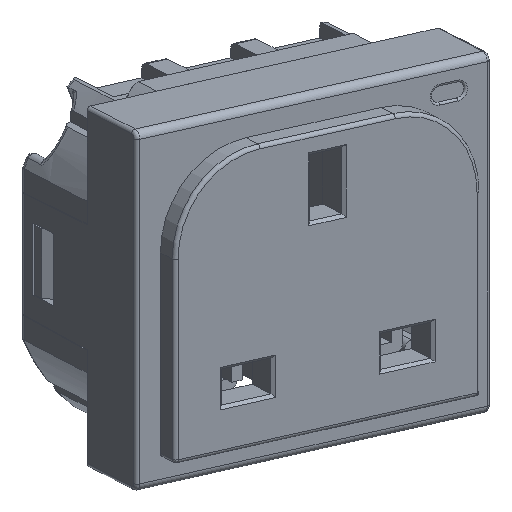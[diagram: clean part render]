
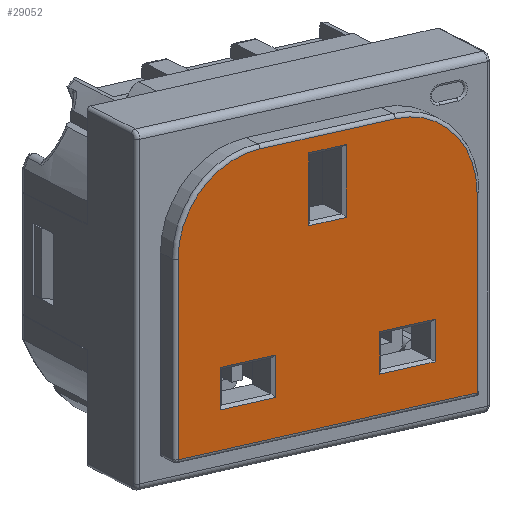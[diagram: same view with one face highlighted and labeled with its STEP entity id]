
A CAD part, top view. The second image highlights one B-rep face of the part: STEP entity #29052.
In plain terms, the highlighted face is planar.
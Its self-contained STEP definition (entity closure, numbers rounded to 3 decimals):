
#27020=CARTESIAN_POINT('Vertex',(-21.,-18.25,13.5)) ;
#27036=CARTESIAN_POINT('Vertex',(21.,-18.25,13.5)) ;
#27039=CARTESIAN_POINT('Line Origine',(0.,-18.25,13.5)) ;
#27074=CARTESIAN_POINT('Vertex',(21.,6.75,13.5)) ;
#27077=CARTESIAN_POINT('Line Origine',(21.,0.,13.5)) ;
#27105=CARTESIAN_POINT('Vertex',(9.5,18.25,13.5)) ;
#27108=CARTESIAN_POINT('Axis2P3D Location',(9.5,6.75,13.5)) ;
#27136=CARTESIAN_POINT('Vertex',(-9.5,18.25,13.5)) ;
#27139=CARTESIAN_POINT('Line Origine',(0.,18.25,13.5)) ;
#27167=CARTESIAN_POINT('Vertex',(-21.,6.75,13.5)) ;
#27170=CARTESIAN_POINT('Axis2P3D Location',(-9.5,6.75,13.5)) ;
#27199=CARTESIAN_POINT('Line Origine',(-21.,0.,13.5)) ;
#28559=CARTESIAN_POINT('Vertex',(15.1,-7.9,13.5)) ;
#28565=CARTESIAN_POINT('Vertex',(15.1,-13.2,13.5)) ;
#28568=CARTESIAN_POINT('Line Origine',(15.1,0.,13.5)) ;
#28588=CARTESIAN_POINT('Vertex',(7.3,-7.9,13.5)) ;
#28591=CARTESIAN_POINT('Line Origine',(0.,-7.9,13.5)) ;
#28611=CARTESIAN_POINT('Vertex',(7.3,-13.2,13.5)) ;
#28614=CARTESIAN_POINT('Line Origine',(7.3,0.,13.5)) ;
#28631=CARTESIAN_POINT('Line Origine',(0.,-13.2,13.5)) ;
#28773=CARTESIAN_POINT('Vertex',(-7.3,-13.2,13.5)) ;
#28779=CARTESIAN_POINT('Vertex',(-15.1,-13.2,13.5)) ;
#28782=CARTESIAN_POINT('Line Origine',(0.,-13.2,13.5)) ;
#28799=CARTESIAN_POINT('Line Origine',(-7.3,0.,13.5)) ;
#28803=CARTESIAN_POINT('Vertex',(-7.3,-7.9,13.5)) ;
#28825=CARTESIAN_POINT('Vertex',(-15.1,-7.9,13.5)) ;
#28828=CARTESIAN_POINT('Line Origine',(0.,-7.9,13.5)) ;
#28845=CARTESIAN_POINT('Line Origine',(-15.1,0.,13.5)) ;
#28993=CARTESIAN_POINT('Axis2P3D Location',(0.,0.,13.5)) ;
#29018=CARTESIAN_POINT('Line Origine',(-2.65,11.85,13.5)) ;
#29022=CARTESIAN_POINT('Vertex',(-2.65,16.4,13.5)) ;
#29024=CARTESIAN_POINT('Vertex',(-2.65,7.3,13.5)) ;
#29027=CARTESIAN_POINT('Line Origine',(0.,16.4,13.5)) ;
#29031=CARTESIAN_POINT('Vertex',(2.65,16.4,13.5)) ;
#29034=CARTESIAN_POINT('Line Origine',(2.65,11.85,13.5)) ;
#29038=CARTESIAN_POINT('Vertex',(2.65,7.3,13.5)) ;
#29041=CARTESIAN_POINT('Line Origine',(0.,7.3,13.5)) ;
#27040=DIRECTION('Vector Direction',(-1.,0.,0.)) ;
#27078=DIRECTION('Vector Direction',(0.,-1.,0.)) ;
#27109=DIRECTION('Axis2P3D Direction',(0.,0.,1.)) ;
#27140=DIRECTION('Vector Direction',(-1.,0.,0.)) ;
#27171=DIRECTION('Axis2P3D Direction',(-0.,0.,1.)) ;
#27200=DIRECTION('Vector Direction',(0.,1.,0.)) ;
#28569=DIRECTION('Vector Direction',(0.,1.,0.)) ;
#28592=DIRECTION('Vector Direction',(-1.,0.,0.)) ;
#28615=DIRECTION('Vector Direction',(0.,-1.,0.)) ;
#28632=DIRECTION('Vector Direction',(1.,0.,0.)) ;
#28783=DIRECTION('Vector Direction',(1.,0.,0.)) ;
#28800=DIRECTION('Vector Direction',(0.,-1.,0.)) ;
#28829=DIRECTION('Vector Direction',(-1.,0.,0.)) ;
#28846=DIRECTION('Vector Direction',(0.,1.,0.)) ;
#28994=DIRECTION('Axis2P3D Direction',(0.,0.,1.)) ;
#28995=DIRECTION('Axis2P3D XDirection',(1.,0.,0.)) ;
#29019=DIRECTION('Vector Direction',(0.,1.,0.)) ;
#29028=DIRECTION('Vector Direction',(-1.,0.,0.)) ;
#29035=DIRECTION('Vector Direction',(0.,-1.,0.)) ;
#29042=DIRECTION('Vector Direction',(1.,0.,0.)) ;
#27110=AXIS2_PLACEMENT_3D('Circle Axis2P3D',#27108,#27109,$) ;
#27172=AXIS2_PLACEMENT_3D('Circle Axis2P3D',#27170,#27171,$) ;
#28996=AXIS2_PLACEMENT_3D('Plane Axis2P3D',#28993,#28994,#28995) ;
#28999=ORIENTED_EDGE('',*,*,#27043,.T.) ;
#29000=ORIENTED_EDGE('',*,*,#27081,.T.) ;
#29001=ORIENTED_EDGE('',*,*,#27112,.T.) ;
#29002=ORIENTED_EDGE('',*,*,#27143,.T.) ;
#29003=ORIENTED_EDGE('',*,*,#27174,.T.) ;
#29004=ORIENTED_EDGE('',*,*,#27203,.T.) ;
#29007=ORIENTED_EDGE('',*,*,#28786,.F.) ;
#29008=ORIENTED_EDGE('',*,*,#28849,.F.) ;
#29009=ORIENTED_EDGE('',*,*,#28832,.F.) ;
#29010=ORIENTED_EDGE('',*,*,#28805,.F.) ;
#29013=ORIENTED_EDGE('',*,*,#28572,.F.) ;
#29014=ORIENTED_EDGE('',*,*,#28635,.F.) ;
#29015=ORIENTED_EDGE('',*,*,#28618,.F.) ;
#29016=ORIENTED_EDGE('',*,*,#28595,.F.) ;
#29047=ORIENTED_EDGE('',*,*,#29026,.F.) ;
#29048=ORIENTED_EDGE('',*,*,#29033,.F.) ;
#29049=ORIENTED_EDGE('',*,*,#29040,.F.) ;
#29050=ORIENTED_EDGE('',*,*,#29045,.F.) ;
#29011=FACE_BOUND('',#29006,.T.) ;
#29017=FACE_BOUND('',#29012,.T.) ;
#29051=FACE_BOUND('',#29046,.T.) ;
#27041=VECTOR('Line Direction',#27040,1.) ;
#27079=VECTOR('Line Direction',#27078,1.) ;
#27141=VECTOR('Line Direction',#27140,1.) ;
#27201=VECTOR('Line Direction',#27200,1.) ;
#28570=VECTOR('Line Direction',#28569,1.) ;
#28593=VECTOR('Line Direction',#28592,1.) ;
#28616=VECTOR('Line Direction',#28615,1.) ;
#28633=VECTOR('Line Direction',#28632,1.) ;
#28784=VECTOR('Line Direction',#28783,1.) ;
#28801=VECTOR('Line Direction',#28800,1.) ;
#28830=VECTOR('Line Direction',#28829,1.) ;
#28847=VECTOR('Line Direction',#28846,1.) ;
#29020=VECTOR('Line Direction',#29019,1.) ;
#29029=VECTOR('Line Direction',#29028,1.) ;
#29036=VECTOR('Line Direction',#29035,1.) ;
#29043=VECTOR('Line Direction',#29042,1.) ;
#29052=ADVANCED_FACE('PartBody',(#29005,#29011,#29017,#29051),#28997,.T.) ;
#27111=CIRCLE('generated circle',#27110,11.5) ;
#27173=CIRCLE('generated circle',#27172,11.5) ;
#27043=EDGE_CURVE('',#27021,#27037,#27042,.F.) ;
#27081=EDGE_CURVE('',#27037,#27075,#27080,.F.) ;
#27112=EDGE_CURVE('',#27075,#27106,#27111,.T.) ;
#27143=EDGE_CURVE('',#27106,#27137,#27142,.T.) ;
#27174=EDGE_CURVE('',#27137,#27168,#27173,.T.) ;
#27203=EDGE_CURVE('',#27168,#27021,#27202,.F.) ;
#28572=EDGE_CURVE('',#28566,#28560,#28571,.T.) ;
#28595=EDGE_CURVE('',#28560,#28589,#28594,.T.) ;
#28618=EDGE_CURVE('',#28589,#28612,#28617,.T.) ;
#28635=EDGE_CURVE('',#28612,#28566,#28634,.T.) ;
#28786=EDGE_CURVE('',#28780,#28774,#28785,.T.) ;
#28805=EDGE_CURVE('',#28774,#28804,#28802,.F.) ;
#28832=EDGE_CURVE('',#28804,#28826,#28831,.T.) ;
#28849=EDGE_CURVE('',#28826,#28780,#28848,.F.) ;
#29026=EDGE_CURVE('',#29023,#29025,#29021,.F.) ;
#29033=EDGE_CURVE('',#29032,#29023,#29030,.T.) ;
#29040=EDGE_CURVE('',#29039,#29032,#29037,.F.) ;
#29045=EDGE_CURVE('',#29025,#29039,#29044,.T.) ;
#28998=EDGE_LOOP('',(#28999,#29000,#29001,#29002,#29003,#29004)) ;
#29006=EDGE_LOOP('',(#29007,#29008,#29009,#29010)) ;
#29012=EDGE_LOOP('',(#29013,#29014,#29015,#29016)) ;
#29046=EDGE_LOOP('',(#29047,#29048,#29049,#29050)) ;
#29005=FACE_OUTER_BOUND('',#28998,.T.) ;
#27042=LINE('Line',#27039,#27041) ;
#27080=LINE('Line',#27077,#27079) ;
#27142=LINE('Line',#27139,#27141) ;
#27202=LINE('Line',#27199,#27201) ;
#28571=LINE('Line',#28568,#28570) ;
#28594=LINE('Line',#28591,#28593) ;
#28617=LINE('Line',#28614,#28616) ;
#28634=LINE('Line',#28631,#28633) ;
#28785=LINE('Line',#28782,#28784) ;
#28802=LINE('Line',#28799,#28801) ;
#28831=LINE('Line',#28828,#28830) ;
#28848=LINE('Line',#28845,#28847) ;
#29021=LINE('Line',#29018,#29020) ;
#29030=LINE('Line',#29027,#29029) ;
#29037=LINE('Line',#29034,#29036) ;
#29044=LINE('Line',#29041,#29043) ;
#28997=PLANE('',#28996) ;
#27021=VERTEX_POINT('',#27020) ;
#27037=VERTEX_POINT('',#27036) ;
#27075=VERTEX_POINT('',#27074) ;
#27106=VERTEX_POINT('',#27105) ;
#27137=VERTEX_POINT('',#27136) ;
#27168=VERTEX_POINT('',#27167) ;
#28560=VERTEX_POINT('',#28559) ;
#28566=VERTEX_POINT('',#28565) ;
#28589=VERTEX_POINT('',#28588) ;
#28612=VERTEX_POINT('',#28611) ;
#28774=VERTEX_POINT('',#28773) ;
#28780=VERTEX_POINT('',#28779) ;
#28804=VERTEX_POINT('',#28803) ;
#28826=VERTEX_POINT('',#28825) ;
#29023=VERTEX_POINT('',#29022) ;
#29025=VERTEX_POINT('',#29024) ;
#29032=VERTEX_POINT('',#29031) ;
#29039=VERTEX_POINT('',#29038) ;
